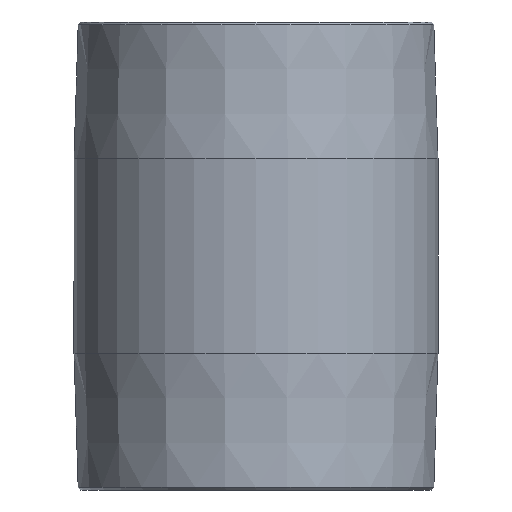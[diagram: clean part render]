
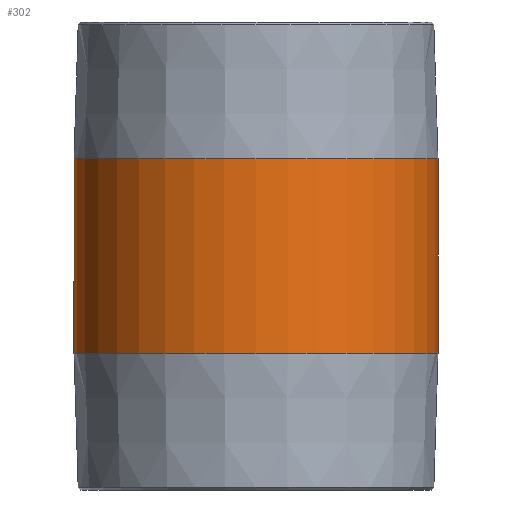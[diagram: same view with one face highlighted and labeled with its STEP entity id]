
A CAD part, front view. The second image highlights one B-rep face of the part: STEP entity #302.
In plain terms, the highlighted cylindrical face has radius 44.45 mm (diameter 88.9 mm), a partial arc.
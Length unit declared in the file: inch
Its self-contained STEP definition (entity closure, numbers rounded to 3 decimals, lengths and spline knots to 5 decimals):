
#1 = VERTEX_POINT ( 'NONE', #362 ) ;
#6 = CARTESIAN_POINT ( 'NONE',  ( 0., 0., 1.3125 ) ) ;
#11 = CARTESIAN_POINT ( 'NONE',  ( 0., 0., 3.1875 ) ) ;
#24 = CARTESIAN_POINT ( 'NONE',  ( -1.75, 0., 3.1875 ) ) ;
#45 = CARTESIAN_POINT ( 'NONE',  ( -1.75, 0., 4.5 ) ) ;
#51 = EDGE_CURVE ( 'NONE', #305, #1, #97, .T. ) ;
#58 = EDGE_CURVE ( 'NONE', #535, #541, #177, .T. ) ;
#90 = EDGE_CURVE ( 'NONE', #541, #1, #140, .T. ) ;
#97 = CIRCLE ( 'NONE', #217, 1.75 ) ;
#99 = LINE ( 'NONE', #506, #336 ) ;
#121 = CARTESIAN_POINT ( 'NONE',  ( 1.75, 0., 3.1875 ) ) ;
#132 = AXIS2_PLACEMENT_3D ( 'NONE', #296, #194, #218 ) ;
#140 = LINE ( 'NONE', #45, #156 ) ;
#156 = VECTOR ( 'NONE', #433, 39.37008 ) ;
#177 = CIRCLE ( 'NONE', #306, 1.75 ) ;
#194 = DIRECTION ( 'NONE',  ( 0., 0., -1. ) ) ;
#212 = EDGE_LOOP ( 'NONE', ( #452, #355, #334, #476 ) ) ;
#217 = AXIS2_PLACEMENT_3D ( 'NONE', #6, #407, #486 ) ;
#218 = DIRECTION ( 'NONE',  ( -1., 0., 0. ) ) ;
#277 = EDGE_CURVE ( 'NONE', #535, #305, #99, .T. ) ;
#279 = DIRECTION ( 'NONE',  ( 0., 0., -1. ) ) ;
#293 = FACE_OUTER_BOUND ( 'NONE', #212, .T. ) ;
#296 = CARTESIAN_POINT ( 'NONE',  ( 0., 0., 4.5 ) ) ;
#302 = ADVANCED_FACE ( 'NONE', ( #293 ), #462, .T. ) ;
#305 = VERTEX_POINT ( 'NONE', #395 ) ;
#306 = AXIS2_PLACEMENT_3D ( 'NONE', #11, #361, #435 ) ;
#334 = ORIENTED_EDGE ( 'NONE', *, *, #90, .T. ) ;
#336 = VECTOR ( 'NONE', #279, 39.37008 ) ;
#355 = ORIENTED_EDGE ( 'NONE', *, *, #58, .T. ) ;
#361 = DIRECTION ( 'NONE',  ( 0., 0., -1. ) ) ;
#362 = CARTESIAN_POINT ( 'NONE',  ( -1.75, 0., 1.3125 ) ) ;
#395 = CARTESIAN_POINT ( 'NONE',  ( 1.75, 0., 1.3125 ) ) ;
#407 = DIRECTION ( 'NONE',  ( 0., 0., -1. ) ) ;
#433 = DIRECTION ( 'NONE',  ( 0., 0., -1. ) ) ;
#435 = DIRECTION ( 'NONE',  ( -1., 0., 0. ) ) ;
#452 = ORIENTED_EDGE ( 'NONE', *, *, #277, .F. ) ;
#462 = CYLINDRICAL_SURFACE ( 'NONE', #132, 1.75 ) ;
#476 = ORIENTED_EDGE ( 'NONE', *, *, #51, .F. ) ;
#486 = DIRECTION ( 'NONE',  ( -1., 0., 0. ) ) ;
#506 = CARTESIAN_POINT ( 'NONE',  ( 1.75, 0., 4.5 ) ) ;
#535 = VERTEX_POINT ( 'NONE', #121 ) ;
#541 = VERTEX_POINT ( 'NONE', #24 ) ;
